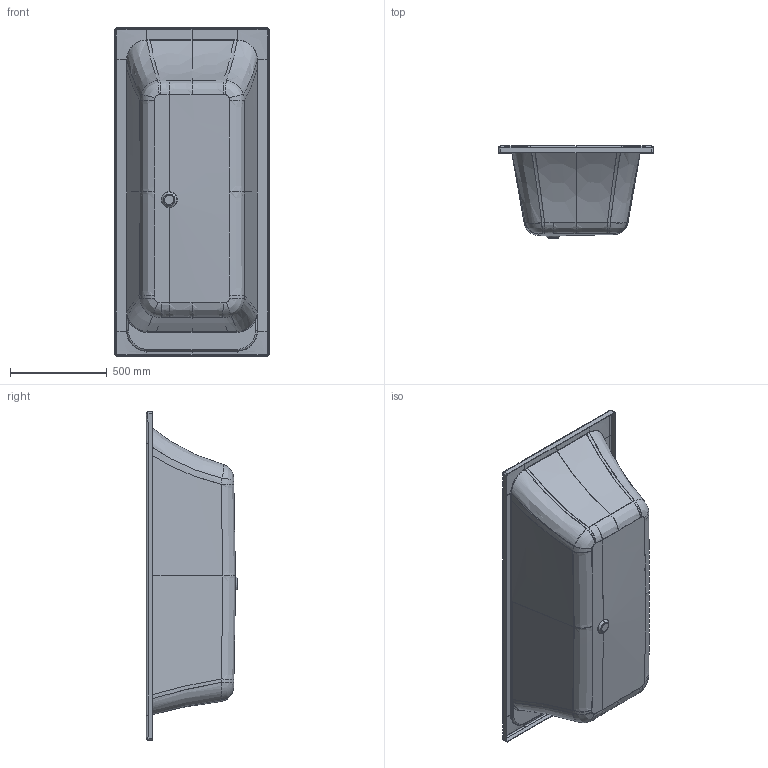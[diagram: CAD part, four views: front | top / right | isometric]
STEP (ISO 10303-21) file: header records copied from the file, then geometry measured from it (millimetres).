
FILE_DESCRIPTION((''),'2;1');
FILE_NAME('UBA178ARA2V','2020-12-07T10:55:42',('hegemanc'),('Villeroy & Boch Wellness bv'),'CREO PARAMETRIC BY PTC INC, 2019292','CREO PARAMETRIC BY PTC INC, 2019292','');
FILE_SCHEMA(('CONFIG_CONTROL_DESIGN'));
Length unit declared in the file: millimetre
Products named in the file (1): UBA178ARA2V
Bounding box: 800 x 476 x 1700 mm (x, y, z)
Volume: 8218023.5 mm3; surface area: 5492606 mm2
Topology: 1 solids, 1 shells, 301 faces, 691 edges, 392 vertices
Faces by surface type: bspline 256, plane 13, sphere 8, cylinder 8, cone 8, torus 8
Entity records: 26630 total; most frequent: CARTESIAN_POINT 21403, ORIENTED_EDGE 1380, EDGE_CURVE 690, DIRECTION 614, VERTEX_POINT 392, B_SPLINE_CURVE_WITH_KNOTS 364, EDGE_LOOP 302, FACE_OUTER_BOUND 301
